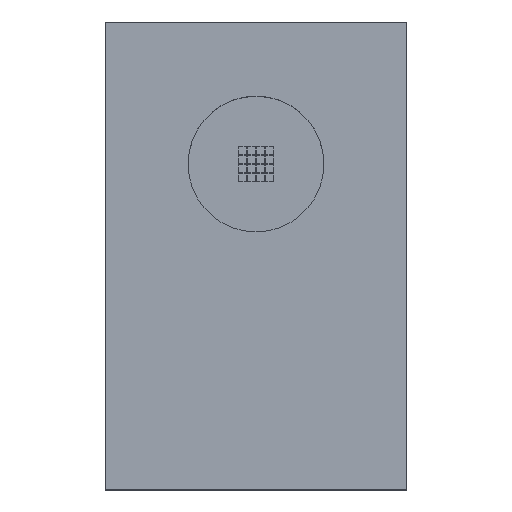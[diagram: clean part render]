
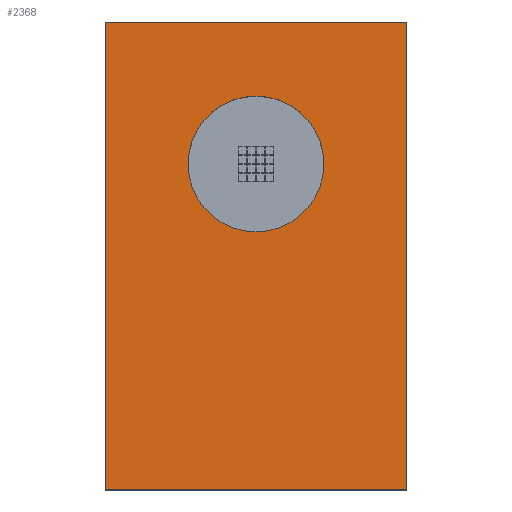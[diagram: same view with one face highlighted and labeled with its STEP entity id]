
A CAD part, top view. The second image highlights one B-rep face of the part: STEP entity #2368.
In plain terms, the highlighted planar face has unit normal (0, 0, 1).
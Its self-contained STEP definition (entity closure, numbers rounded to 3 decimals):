
#18=FACE_BOUND('',#333,.T.);
#19=CIRCLE('',#2555,0.45);
#179=FACE_OUTER_BOUND('',#332,.T.);
#332=EDGE_LOOP('',(#1907,#1908,#1909,#1910));
#333=EDGE_LOOP('',(#1911));
#579=LINE('',#3669,#883);
#582=LINE('',#3675,#886);
#585=LINE('',#3681,#889);
#588=LINE('',#3685,#892);
#883=VECTOR('',#3016,10.);
#886=VECTOR('',#3021,10.);
#889=VECTOR('',#3026,10.);
#892=VECTOR('',#3031,10.);
#1120=VERTEX_POINT('',#3656);
#1124=VERTEX_POINT('',#3666);
#1125=VERTEX_POINT('',#3668);
#1127=VERTEX_POINT('',#3674);
#1129=VERTEX_POINT('',#3680);
#1388=EDGE_CURVE('',#1120,#1120,#19,.T.);
#1393=EDGE_CURVE('',#1125,#1124,#579,.T.);
#1396=EDGE_CURVE('',#1127,#1125,#582,.T.);
#1399=EDGE_CURVE('',#1129,#1127,#585,.T.);
#1402=EDGE_CURVE('',#1124,#1129,#588,.T.);
#1907=ORIENTED_EDGE('',*,*,#1402,.T.);
#1908=ORIENTED_EDGE('',*,*,#1399,.T.);
#1909=ORIENTED_EDGE('',*,*,#1396,.T.);
#1910=ORIENTED_EDGE('',*,*,#1393,.T.);
#1911=ORIENTED_EDGE('',*,*,#1388,.T.);
#2215=PLANE('',#2562);
#2368=ADVANCED_FACE('',(#179,#18),#2215,.T.);
#2555=AXIS2_PLACEMENT_3D('',#3657,#3005,#3006);
#2562=AXIS2_PLACEMENT_3D('',#3686,#3032,#3033);
#3005=DIRECTION('center_axis',(0.,0.,-1.));
#3006=DIRECTION('ref_axis',(-1.,0.,0.));
#3016=DIRECTION('',(0.,-1.,0.));
#3021=DIRECTION('',(-1.,0.,0.));
#3026=DIRECTION('',(0.,1.,0.));
#3031=DIRECTION('',(1.,0.,0.));
#3032=DIRECTION('center_axis',(0.,0.,1.));
#3033=DIRECTION('ref_axis',(1.,0.,0.));
#3656=CARTESIAN_POINT('',(0.45,0.609,1.));
#3657=CARTESIAN_POINT('Origin',(0.,0.609,1.));
#3666=CARTESIAN_POINT('',(-1.,-1.55,1.));
#3668=CARTESIAN_POINT('',(-1.,1.55,1.));
#3669=CARTESIAN_POINT('',(-1.,-1.55,1.));
#3674=CARTESIAN_POINT('',(1.,1.55,1.));
#3675=CARTESIAN_POINT('',(-1.,1.55,1.));
#3680=CARTESIAN_POINT('',(1.,-1.55,1.));
#3681=CARTESIAN_POINT('',(1.,1.55,1.));
#3685=CARTESIAN_POINT('',(1.,-1.55,1.));
#3686=CARTESIAN_POINT('Origin',(0.,0.,
1.));
